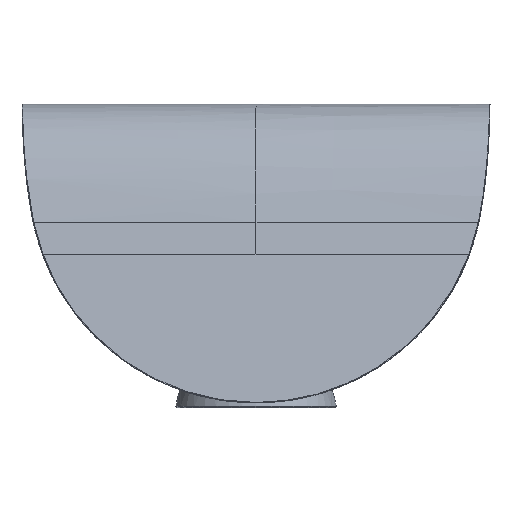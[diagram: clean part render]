
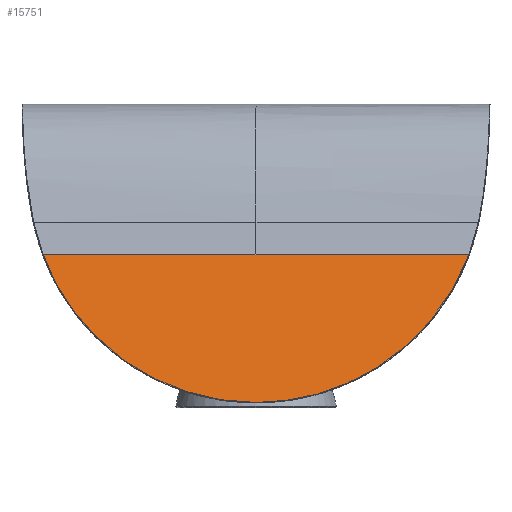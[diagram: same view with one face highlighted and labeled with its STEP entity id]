
A CAD part, left-side view. The second image highlights one B-rep face of the part: STEP entity #15751.
In plain terms, the highlighted face is planar.
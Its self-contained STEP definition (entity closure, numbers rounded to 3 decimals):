
#967=(
BOUNDED_CURVE()
B_SPLINE_CURVE(3,(#59028,#59029,#59030,#59031,#59032,#59033,#59034,#59035,
#59036,#59037,#59038),.UNSPECIFIED.,.F.,.F.)
B_SPLINE_CURVE_WITH_KNOTS((4,1,1,1,1,1,1,1,4),(0.075,12.282,
30.703,36.842,42.982,55.262,73.68,92.098,
98.238),.UNSPECIFIED.)
CURVE()
GEOMETRIC_REPRESENTATION_ITEM()
RATIONAL_B_SPLINE_CURVE((1.,1.,1.,1.,1.,1.,1.,1.,1.,1.,1.))
REPRESENTATION_ITEM('')
);
#968=(
BOUNDED_CURVE()
B_SPLINE_CURVE(3,(#59094,#59095,#59096,#59097,#59098,#59099,#59100,#59101,
#59102,#59103,#59104),.UNSPECIFIED.,.F.,.F.)
B_SPLINE_CURVE_WITH_KNOTS((4,1,1,1,1,1,1,1,4),(-98.238,-92.098,
-73.68,-55.262,-42.982,-36.842,-30.703,
-12.282,-0.075),.UNSPECIFIED.)
CURVE()
GEOMETRIC_REPRESENTATION_ITEM()
RATIONAL_B_SPLINE_CURVE((1.,1.,1.,1.,1.,1.,1.,1.,1.,1.,1.))
REPRESENTATION_ITEM('')
);
#1654=PLANE('',#18136);
#2465=FACE_OUTER_BOUND('',#3522,.T.);
#3522=EDGE_LOOP('',(#13425,#13426,#13427,#13428));
#4328=LINE('',#59422,#5166);
#4329=LINE('',#59423,#5167);
#5166=VECTOR('',#21704,75.032);
#5167=VECTOR('',#21705,75.032);
#7408=VERTEX_POINT('',#58964);
#7411=VERTEX_POINT('',#58993);
#7412=VERTEX_POINT('',#59093);
#7420=VERTEX_POINT('',#59421);
#9474=EDGE_CURVE('',#7411,#7408,#967,.T.);
#9475=EDGE_CURVE('',#7408,#7412,#968,.T.);
#9485=EDGE_CURVE('',#7411,#7420,#4328,.T.);
#9486=EDGE_CURVE('',#7420,#7412,#4329,.T.);
#13425=ORIENTED_EDGE('',*,*,#9474,.F.);
#13426=ORIENTED_EDGE('',*,*,#9485,.T.);
#13427=ORIENTED_EDGE('',*,*,#9486,.T.);
#13428=ORIENTED_EDGE('',*,*,#9475,.F.);
#15751=ADVANCED_FACE('',(#2465),#1654,.T.);
#18136=AXIS2_PLACEMENT_3D('',#59420,#21702,#21703);
#21702=DIRECTION('center_axis',(0.977,0.215,0.));
#21703=DIRECTION('ref_axis',(0.,0.,-1.));
#21704=DIRECTION('',(0.,0.,1.));
#21705=DIRECTION('',(0.,0.,1.));
#58964=CARTESIAN_POINT('',(52.529,2.172,0.));
#58993=CARTESIAN_POINT('',(41.074,54.186,-75.032));
#59028=CARTESIAN_POINT('Ctrl Pts',(41.074,54.186,-75.032));
#59029=CARTESIAN_POINT('Ctrl Pts',(41.894,50.46,-73.636));
#59030=CARTESIAN_POINT('Ctrl Pts',(43.898,41.364,-69.434));
#59031=CARTESIAN_POINT('Ctrl Pts',(46.07,31.501,-62.393));
#59032=CARTESIAN_POINT('Ctrl Pts',(47.664,24.261,-55.354));
#59033=CARTESIAN_POINT('Ctrl Pts',(48.844,18.901,-49.292));
#59034=CARTESIAN_POINT('Ctrl Pts',(50.384,11.909,-39.298));
#59035=CARTESIAN_POINT('Ctrl Pts',(51.858,5.219,-24.338));
#59036=CARTESIAN_POINT('Ctrl Pts',(52.46,2.483,-10.214));
#59037=CARTESIAN_POINT('Ctrl Pts',(52.529,2.171,-2.043));
#59038=CARTESIAN_POINT('Ctrl Pts',(52.529,2.172,0.));
#59093=CARTESIAN_POINT('',(41.074,54.186,75.032));
#59094=CARTESIAN_POINT('Ctrl Pts',(52.529,2.172,0.));
#59095=CARTESIAN_POINT('Ctrl Pts',(52.529,2.171,2.043));
#59096=CARTESIAN_POINT('Ctrl Pts',(52.46,2.483,10.214));
#59097=CARTESIAN_POINT('Ctrl Pts',(51.858,5.219,24.338));
#59098=CARTESIAN_POINT('Ctrl Pts',(50.384,11.909,39.298));
#59099=CARTESIAN_POINT('Ctrl Pts',(48.844,18.901,49.292));
#59100=CARTESIAN_POINT('Ctrl Pts',(47.664,24.261,55.354));
#59101=CARTESIAN_POINT('Ctrl Pts',(46.07,31.501,62.393));
#59102=CARTESIAN_POINT('Ctrl Pts',(43.898,41.364,69.434));
#59103=CARTESIAN_POINT('Ctrl Pts',(41.894,50.46,73.636));
#59104=CARTESIAN_POINT('Ctrl Pts',(41.074,54.186,75.032));
#59420=CARTESIAN_POINT('Origin',(41.074,54.186,157.906));
#59421=CARTESIAN_POINT('',(41.074,54.186,0.));
#59422=CARTESIAN_POINT('',(41.074,54.186,-75.032));
#59423=CARTESIAN_POINT('',(41.074,54.186,0.));
